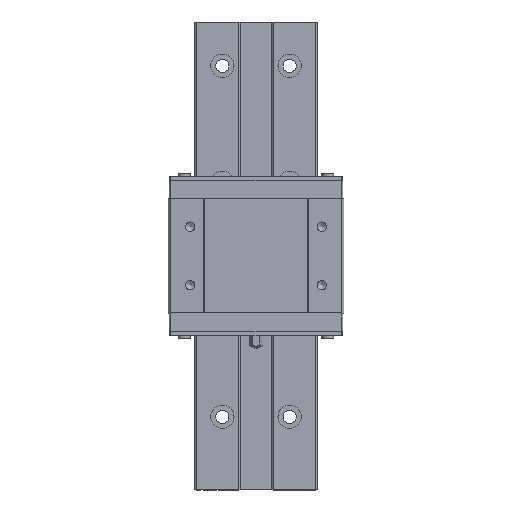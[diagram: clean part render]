
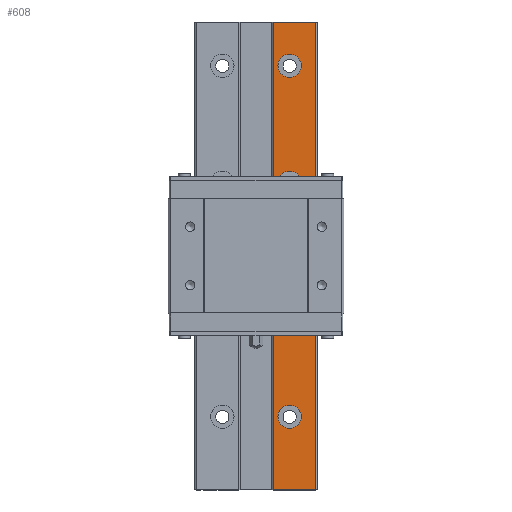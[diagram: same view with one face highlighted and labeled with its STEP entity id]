
A CAD part, top view. The second image highlights one B-rep face of the part: STEP entity #608.
In plain terms, the highlighted planar face has unit normal (0, 0, 1).
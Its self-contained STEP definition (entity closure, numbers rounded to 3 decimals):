
#608 = ADVANCED_FACE( '', ( #1285, #1286, #1287, #1288, #1289 ), #1290, .F. );
#1285 = FACE_BOUND( '', #2010, .T. );
#1286 = FACE_BOUND( '', #2011, .T. );
#1287 = FACE_BOUND( '', #2012, .T. );
#1288 = FACE_BOUND( '', #2013, .T. );
#1289 = FACE_OUTER_BOUND( '', #2014, .T. );
#1290 = PLANE( '', #2015 );
#2010 = EDGE_LOOP( '', ( #3619 ) );
#2011 = EDGE_LOOP( '', ( #3620 ) );
#2012 = EDGE_LOOP( '', ( #3621 ) );
#2013 = EDGE_LOOP( '', ( #3622 ) );
#2014 = EDGE_LOOP( '', ( #3623, #3624, #3625, #3626 ) );
#2015 = AXIS2_PLACEMENT_3D( '', #3627, #3628, #3629 );
#3619 = ORIENTED_EDGE( '', *, *, #4644, .T. );
#3620 = ORIENTED_EDGE( '', *, *, #4631, .T. );
#3621 = ORIENTED_EDGE( '', *, *, #4758, .T. );
#3622 = ORIENTED_EDGE( '', *, *, #4759, .T. );
#3623 = ORIENTED_EDGE( '', *, *, #4430, .T. );
#3624 = ORIENTED_EDGE( '', *, *, #4136, .F. );
#3625 = ORIENTED_EDGE( '', *, *, #4168, .F. );
#3626 = ORIENTED_EDGE( '', *, *, #4760, .T. );
#3627 = CARTESIAN_POINT( '', ( 6., -80., 9.5 ) );
#3628 = DIRECTION( '', ( 0., 0., -1. ) );
#3629 = DIRECTION( '', ( -1., 0., 0. ) );
#4136 = EDGE_CURVE( '', #4897, #4892, #4899, .T. );
#4168 = EDGE_CURVE( '', #4957, #4897, #4959, .T. );
#4430 = EDGE_CURVE( '', #5411, #4892, #5412, .T. );
#4631 = EDGE_CURVE( '', #5709, #5709, #5710, .T. );
#4644 = EDGE_CURVE( '', #5723, #5723, #5724, .T. );
#4758 = EDGE_CURVE( '', #5856, #5856, #5857, .T. );
#4759 = EDGE_CURVE( '', #5858, #5858, #5859, .T. );
#4760 = EDGE_CURVE( '', #4957, #5411, #5860, .T. );
#4892 = VERTEX_POINT( '', #6011 );
#4897 = VERTEX_POINT( '', #6018 );
#4899 = LINE( '', #6021, #6022 );
#4957 = VERTEX_POINT( '', #6098 );
#4959 = LINE( '', #6100, #6101 );
#5411 = VERTEX_POINT( '', #6730 );
#5412 = LINE( '', #6731, #6732 );
#5709 = VERTEX_POINT( '', #7150 );
#5710 = CIRCLE( '', #7151, 4. );
#5723 = VERTEX_POINT( '', #7169 );
#5724 = CIRCLE( '', #7170, 4. );
#5856 = VERTEX_POINT( '', #7360 );
#5857 = CIRCLE( '', #7361, 4. );
#5858 = VERTEX_POINT( '', #7362 );
#5859 = CIRCLE( '', #7363, 4. );
#5860 = LINE( '', #7364, #7365 );
#6011 = CARTESIAN_POINT( '', ( 6., 80., 9.5 ) );
#6018 = CARTESIAN_POINT( '', ( 6., -80., 9.5 ) );
#6021 = CARTESIAN_POINT( '', ( 6., -80., 9.5 ) );
#6022 = VECTOR( '', #7507, 1000. );
#6098 = CARTESIAN_POINT( '', ( 20.419, -80., 9.5 ) );
#6100 = CARTESIAN_POINT( '', ( 6., -80., 9.5 ) );
#6101 = VECTOR( '', #7553, 1000. );
#6730 = CARTESIAN_POINT( '', ( 20.419, 80., 9.5 ) );
#6731 = CARTESIAN_POINT( '', ( 6., 80., 9.5 ) );
#6732 = VECTOR( '', #7854, 1000. );
#7150 = CARTESIAN_POINT( '', ( 15.5, -15., 9.5 ) );
#7151 = AXIS2_PLACEMENT_3D( '', #8069, #8070, #8071 );
#7169 = CARTESIAN_POINT( '', ( 15.5, -55., 9.5 ) );
#7170 = AXIS2_PLACEMENT_3D( '', #8077, #8078, #8079 );
#7360 = CARTESIAN_POINT( '', ( 15.5, 25., 9.5 ) );
#7361 = AXIS2_PLACEMENT_3D( '', #8159, #8160, #8161 );
#7362 = CARTESIAN_POINT( '', ( 15.5, 65., 9.5 ) );
#7363 = AXIS2_PLACEMENT_3D( '', #8162, #8163, #8164 );
#7364 = CARTESIAN_POINT( '', ( 20.419, -80., 9.5 ) );
#7365 = VECTOR( '', #8165, 1000. );
#7507 = DIRECTION( '', ( 0., 1., 0. ) );
#7553 = DIRECTION( '', ( -1., 0., 0. ) );
#7854 = DIRECTION( '', ( -1., 0., 0. ) );
#8069 = CARTESIAN_POINT( '', ( 11.5, -15., 9.5 ) );
#8070 = DIRECTION( '', ( 0., 0., -1. ) );
#8071 = DIRECTION( '', ( 1., 0., 0. ) );
#8077 = CARTESIAN_POINT( '', ( 11.5, -55., 9.5 ) );
#8078 = DIRECTION( '', ( 0., 0., -1. ) );
#8079 = DIRECTION( '', ( 1., 0., 0. ) );
#8159 = CARTESIAN_POINT( '', ( 11.5, 25., 9.5 ) );
#8160 = DIRECTION( '', ( 0., 0., -1. ) );
#8161 = DIRECTION( '', ( 1., 0., 0. ) );
#8162 = CARTESIAN_POINT( '', ( 11.5, 65., 9.5 ) );
#8163 = DIRECTION( '', ( 0., 0., -1. ) );
#8164 = DIRECTION( '', ( 1., 0., 0. ) );
#8165 = DIRECTION( '', ( 0., 1., 0. ) );
